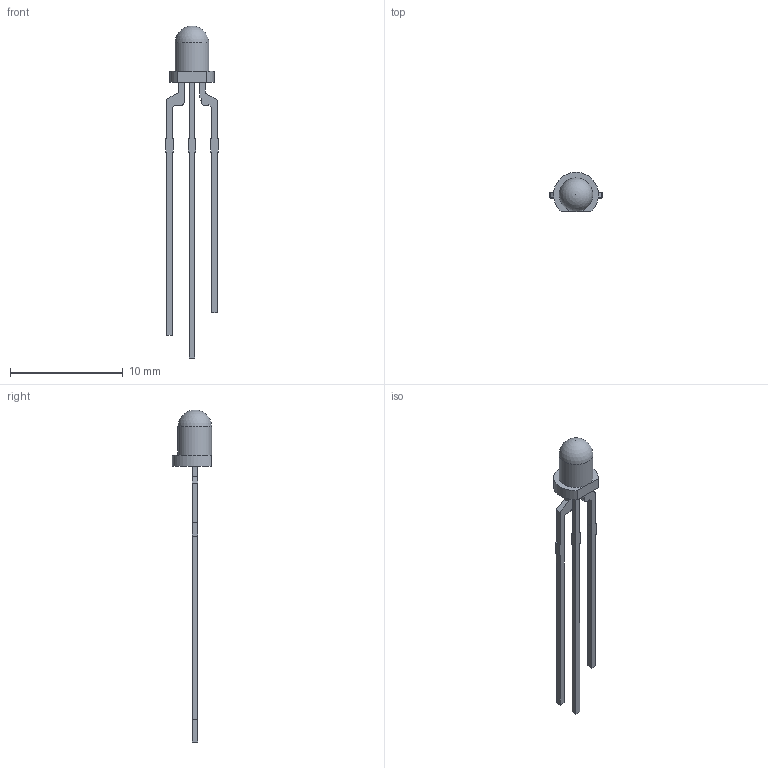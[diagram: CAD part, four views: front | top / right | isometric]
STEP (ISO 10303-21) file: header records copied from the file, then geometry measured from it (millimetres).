
FILE_DESCRIPTION(/* description */ ('LED T1 bi-color (common cathode). License: CC BY-SA 4.0.'),/* implementation_level */ '2;1');
FILE_NAME(/* name */ 'LED_T1_bi-color.step',/* time_stamp */ '2021-02-20T23:44:49+01:00',/* author */ (''),/* organization */ ('Bad Pixel'),/* preprocessor_version */ 'ST-DEVELOPER v18.1',/* originating_system */ 'Autodesk Translation Framework v9.7.1.1290',/* authorisation */ '');
FILE_SCHEMA (('AUTOMOTIVE_DESIGN { 1 0 10303 214 3 1 1 }'));
Length unit declared in the file: millimetre
Products named in the file (1): T-1 Bi-color LED
Bounding box: 4.7 x 3.5 x 29.5 mm (x, y, z)
Volume: 54.5 mm3; surface area: 209.5 mm2
Topology: 4 solids, 4 shells, 60 faces, 156 edges, 103 vertices
Faces by surface type: plane 54, cylinder 5, sphere 1
Full cylindrical faces by diameter (mm): 3 x1
Entity records: 1846 total; most frequent: CARTESIAN_POINT 319, ORIENTED_EDGE 310, DIRECTION 288, EDGE_CURVE 155, LINE 144, VECTOR 144, VERTEX_POINT 103, AXIS2_PLACEMENT_3D 72
